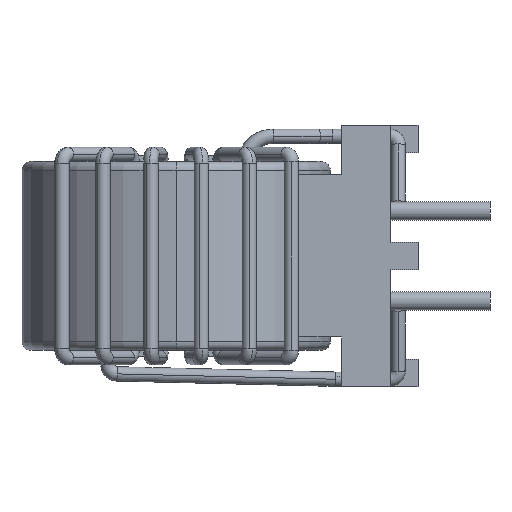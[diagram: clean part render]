
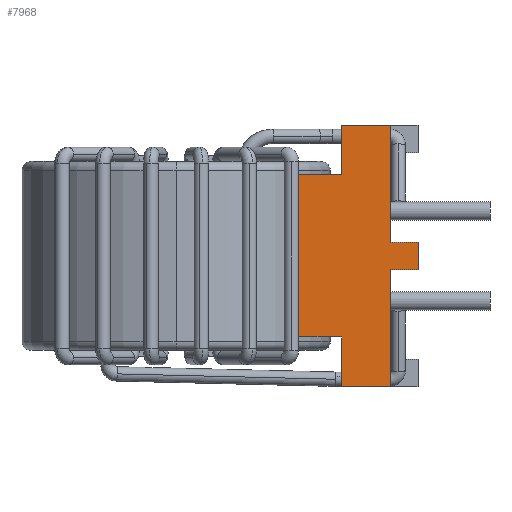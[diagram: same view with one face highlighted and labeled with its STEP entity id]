
A CAD part, left-side view. The second image highlights one B-rep face of the part: STEP entity #7968.
In plain terms, the highlighted planar face has unit normal (-1, 0, 0).
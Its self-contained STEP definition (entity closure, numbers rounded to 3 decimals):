
#108 = EDGE_CURVE ( 'NONE', #12098, #11996, #6673, .T. ) ;
#245 = VECTOR ( 'NONE', #10766, 1000. ) ;
#808 = LINE ( 'NONE', #4228, #10593 ) ;
#902 = EDGE_CURVE ( 'NONE', #2487, #7102, #3966, .T. ) ;
#914 = LINE ( 'NONE', #6935, #8231 ) ;
#1035 = DIRECTION ( 'NONE',  ( 0., 0., 1. ) ) ;
#1061 = VERTEX_POINT ( 'NONE', #5882 ) ;
#1373 = EDGE_CURVE ( 'NONE', #7433, #11293, #7516, .T. ) ;
#1394 = VERTEX_POINT ( 'NONE', #11991 ) ;
#1457 = DIRECTION ( 'NONE',  ( 0., 0., 1. ) ) ;
#1625 = CARTESIAN_POINT ( 'NONE',  ( -8., 1.5, 7.25 ) ) ;
#1849 = EDGE_CURVE ( 'NONE', #1061, #2487, #5142, .T. ) ;
#2114 = EDGE_CURVE ( 'NONE', #4608, #1394, #4686, .T. ) ;
#2346 = ORIENTED_EDGE ( 'NONE', *, *, #6475, .F. ) ;
#2487 = VERTEX_POINT ( 'NONE', #3876 ) ;
#2489 = FACE_OUTER_BOUND ( 'NONE', #4729, .T. ) ;
#2543 = VERTEX_POINT ( 'NONE', #6886 ) ;
#2602 = VERTEX_POINT ( 'NONE', #7015 ) ;
#2605 = CARTESIAN_POINT ( 'NONE',  ( -8., 1.5, 7.25 ) ) ;
#2865 = ORIENTED_EDGE ( 'NONE', *, *, #9702, .F. ) ;
#2962 = CARTESIAN_POINT ( 'NONE',  ( -8., 4.25, 7.25 ) ) ;
#2982 = CARTESIAN_POINT ( 'NONE',  ( -8., 0., 0.75 ) ) ;
#3213 = PLANE ( 'NONE',  #5018 ) ;
#3392 = ORIENTED_EDGE ( 'NONE', *, *, #902, .F. ) ;
#3568 = ORIENTED_EDGE ( 'NONE', *, *, #1373, .F. ) ;
#3876 = CARTESIAN_POINT ( 'NONE',  ( -8., 4.25, 4.5 ) ) ;
#3907 = CARTESIAN_POINT ( 'NONE',  ( -8., 0., 0.75 ) ) ;
#3966 = LINE ( 'NONE', #2962, #6950 ) ;
#4149 = DIRECTION ( 'NONE',  ( 0., 1., 0. ) ) ;
#4156 = ORIENTED_EDGE ( 'NONE', *, *, #8459, .F. ) ;
#4228 = CARTESIAN_POINT ( 'NONE',  ( -8., 4.25, -4.5 ) ) ;
#4336 = LINE ( 'NONE', #8810, #4634 ) ;
#4419 = CARTESIAN_POINT ( 'NONE',  ( -8., 0., -0.75 ) ) ;
#4608 = VERTEX_POINT ( 'NONE', #3907 ) ;
#4634 = VECTOR ( 'NONE', #1035, 1000. ) ;
#4686 = LINE ( 'NONE', #8954, #11289 ) ;
#4729 = EDGE_LOOP ( 'NONE', ( #2346, #5202, #4156, #5006, #9905, #3568, #8110, #10046, #2865, #10321, #3392, #5944 ) ) ;
#4934 = DIRECTION ( 'NONE',  ( 0., 0., -1. ) ) ;
#5006 = ORIENTED_EDGE ( 'NONE', *, *, #7528, .F. ) ;
#5018 = AXIS2_PLACEMENT_3D ( 'NONE', #11794, #10931, #1457 ) ;
#5142 = LINE ( 'NONE', #10184, #6778 ) ;
#5202 = ORIENTED_EDGE ( 'NONE', *, *, #108, .F. ) ;
#5357 = CARTESIAN_POINT ( 'NONE',  ( -8., 1.5, -7.25 ) ) ;
#5526 = DIRECTION ( 'NONE',  ( 0., 0., -1. ) ) ;
#5824 = CARTESIAN_POINT ( 'NONE',  ( -8., 4.25, 7.25 ) ) ;
#5840 = DIRECTION ( 'NONE',  ( 0., 0., 1. ) ) ;
#5882 = CARTESIAN_POINT ( 'NONE',  ( -8., 6.633, 4.5 ) ) ;
#5944 = ORIENTED_EDGE ( 'NONE', *, *, #1849, .F. ) ;
#6429 = DIRECTION ( 'NONE',  ( 0., 1., 0. ) ) ;
#6475 = EDGE_CURVE ( 'NONE', #11996, #1061, #4336, .T. ) ;
#6673 = LINE ( 'NONE', #9034, #10157 ) ;
#6687 = CARTESIAN_POINT ( 'NONE',  ( -8., 1.5, -0.75 ) ) ;
#6778 = VECTOR ( 'NONE', #9535, 1000. ) ;
#6818 = DIRECTION ( 'NONE',  ( 0., 0., 1. ) ) ;
#6886 = CARTESIAN_POINT ( 'NONE',  ( -8., 1.5, -7.25 ) ) ;
#6935 = CARTESIAN_POINT ( 'NONE',  ( -8., 1.5, -7.25 ) ) ;
#6950 = VECTOR ( 'NONE', #5840, 1000. ) ;
#7015 = CARTESIAN_POINT ( 'NONE',  ( -8., 4.25, -7.25 ) ) ;
#7084 = CARTESIAN_POINT ( 'NONE',  ( -8., 4.25, -4.5 ) ) ;
#7102 = VERTEX_POINT ( 'NONE', #5824 ) ;
#7244 = DIRECTION ( 'NONE',  ( 0., 1., 0. ) ) ;
#7407 = DIRECTION ( 'NONE',  ( 0., -1., 0. ) ) ;
#7433 = VERTEX_POINT ( 'NONE', #4419 ) ;
#7516 = LINE ( 'NONE', #9248, #9697 ) ;
#7528 = EDGE_CURVE ( 'NONE', #2543, #2602, #7708, .T. ) ;
#7632 = EDGE_CURVE ( 'NONE', #7433, #4608, #11055, .T. ) ;
#7708 = LINE ( 'NONE', #11723, #245 ) ;
#7858 = VECTOR ( 'NONE', #7407, 1000. ) ;
#7968 = ADVANCED_FACE ( 'NONE', ( #2489 ), #3213, .T. ) ;
#8010 = VECTOR ( 'NONE', #6818, 1000. ) ;
#8110 = ORIENTED_EDGE ( 'NONE', *, *, #7632, .T. ) ;
#8146 = LINE ( 'NONE', #2605, #7858 ) ;
#8190 = VERTEX_POINT ( 'NONE', #1625 ) ;
#8231 = VECTOR ( 'NONE', #4934, 1000. ) ;
#8459 = EDGE_CURVE ( 'NONE', #2602, #12098, #808, .T. ) ;
#8810 = CARTESIAN_POINT ( 'NONE',  ( -8., 6.633, -4.5 ) ) ;
#8954 = CARTESIAN_POINT ( 'NONE',  ( -8., -5.22, 0.75 ) ) ;
#9034 = CARTESIAN_POINT ( 'NONE',  ( -8., 7., -4.5 ) ) ;
#9248 = CARTESIAN_POINT ( 'NONE',  ( -8., -5.22, -0.75 ) ) ;
#9535 = DIRECTION ( 'NONE',  ( 0., -1., 0. ) ) ;
#9697 = VECTOR ( 'NONE', #6429, 1000. ) ;
#9702 = EDGE_CURVE ( 'NONE', #8190, #1394, #9841, .T. ) ;
#9770 = CARTESIAN_POINT ( 'NONE',  ( -8., 6.633, -4.5 ) ) ;
#9841 = LINE ( 'NONE', #5357, #11752 ) ;
#9905 = ORIENTED_EDGE ( 'NONE', *, *, #9992, .F. ) ;
#9992 = EDGE_CURVE ( 'NONE', #11293, #2543, #914, .T. ) ;
#10046 = ORIENTED_EDGE ( 'NONE', *, *, #2114, .T. ) ;
#10157 = VECTOR ( 'NONE', #7244, 1000. ) ;
#10184 = CARTESIAN_POINT ( 'NONE',  ( -8., 4.25, 4.5 ) ) ;
#10321 = ORIENTED_EDGE ( 'NONE', *, *, #12191, .F. ) ;
#10593 = VECTOR ( 'NONE', #11786, 1000. ) ;
#10766 = DIRECTION ( 'NONE',  ( 0., 1., 0. ) ) ;
#10931 = DIRECTION ( 'NONE',  ( -1., 0., 0. ) ) ;
#11055 = LINE ( 'NONE', #2982, #8010 ) ;
#11289 = VECTOR ( 'NONE', #4149, 1000. ) ;
#11293 = VERTEX_POINT ( 'NONE', #6687 ) ;
#11723 = CARTESIAN_POINT ( 'NONE',  ( -8., 4.25, -7.25 ) ) ;
#11752 = VECTOR ( 'NONE', #5526, 1000. ) ;
#11786 = DIRECTION ( 'NONE',  ( 0., 0., 1. ) ) ;
#11794 = CARTESIAN_POINT ( 'NONE',  ( -8., 0., 0. ) ) ;
#11991 = CARTESIAN_POINT ( 'NONE',  ( -8., 1.5, 0.75 ) ) ;
#11996 = VERTEX_POINT ( 'NONE', #9770 ) ;
#12098 = VERTEX_POINT ( 'NONE', #7084 ) ;
#12191 = EDGE_CURVE ( 'NONE', #7102, #8190, #8146, .T. ) ;
